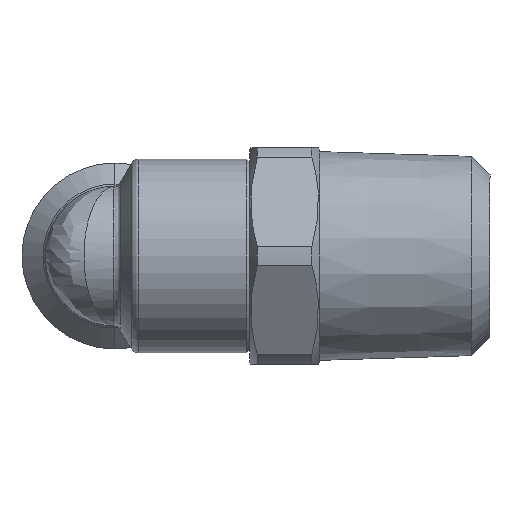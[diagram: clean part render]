
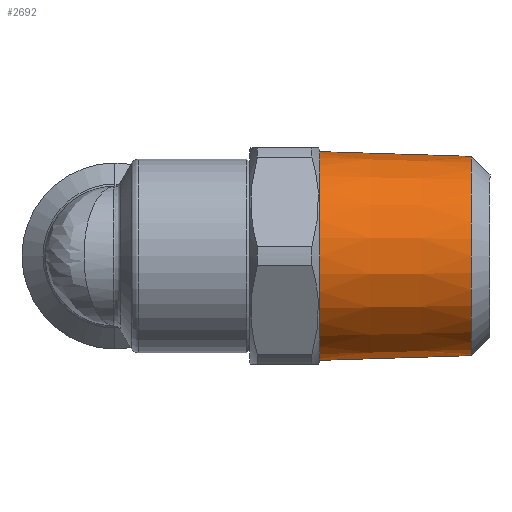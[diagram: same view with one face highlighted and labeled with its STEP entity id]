
A CAD part, left-side view. The second image highlights one B-rep face of the part: STEP entity #2692.
In plain terms, the highlighted conical face has half-angle 1.79 degrees and reference radius 6.735 mm.
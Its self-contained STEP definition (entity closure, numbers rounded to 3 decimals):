
#6 = VERTEX_POINT ( 'NONE', #899 ) ;
#69 = VERTEX_POINT ( 'NONE', #108 ) ;
#108 = CARTESIAN_POINT ( 'NONE',  ( 0., -23., 6.428 ) ) ;
#130 = DIRECTION ( 'NONE',  ( 0., 1., 0.031 ) ) ;
#305 = AXIS2_PLACEMENT_3D ( 'NONE', #2603, #2118, #1386 ) ;
#386 = DIRECTION ( 'NONE',  ( 0., 1., -0.031 ) ) ;
#398 = CARTESIAN_POINT ( 'NONE',  ( 0., -13.2, 6.735 ) ) ;
#436 = EDGE_CURVE ( 'NONE', #6, #2251, #1733, .T. ) ;
#532 = CIRCLE ( 'NONE', #2428, 6.735 ) ;
#624 = EDGE_CURVE ( 'NONE', #69, #6, #897, .T. ) ;
#897 = CIRCLE ( 'NONE', #1166, 6.428 ) ;
#899 = CARTESIAN_POINT ( 'NONE',  ( 0., -23., -6.428 ) ) ;
#917 = ORIENTED_EDGE ( 'NONE', *, *, #624, .F. ) ;
#1010 = ORIENTED_EDGE ( 'NONE', *, *, #436, .F. ) ;
#1059 = DIRECTION ( 'NONE',  ( 0., 0., -1. ) ) ;
#1090 = VECTOR ( 'NONE', #386, 1000. ) ;
#1139 = ORIENTED_EDGE ( 'NONE', *, *, #1550, .T. ) ;
#1153 = VERTEX_POINT ( 'NONE', #2148 ) ;
#1166 = AXIS2_PLACEMENT_3D ( 'NONE', #2309, #1785, #1059 ) ;
#1386 = DIRECTION ( 'NONE',  ( 0., 0., 1. ) ) ;
#1550 = EDGE_CURVE ( 'NONE', #1153, #2251, #532, .T. ) ;
#1638 = EDGE_LOOP ( 'NONE', ( #1010, #917, #2560, #1139 ) ) ;
#1733 = LINE ( 'NONE', #3104, #1090 ) ;
#1785 = DIRECTION ( 'NONE',  ( 0., -1., 0. ) ) ;
#1849 = LINE ( 'NONE', #398, #2659 ) ;
#1927 = CARTESIAN_POINT ( 'NONE',  ( 0., -13.2, 0. ) ) ;
#1969 = CONICAL_SURFACE ( 'NONE', #305, 6.735, 0.031 ) ;
#2118 = DIRECTION ( 'NONE',  ( 0., 1., 0. ) ) ;
#2148 = CARTESIAN_POINT ( 'NONE',  ( 0., -13.2, 6.735 ) ) ;
#2251 = VERTEX_POINT ( 'NONE', #3168 ) ;
#2309 = CARTESIAN_POINT ( 'NONE',  ( 0., -23., 0. ) ) ;
#2428 = AXIS2_PLACEMENT_3D ( 'NONE', #1927, #2672, #2640 ) ;
#2560 = ORIENTED_EDGE ( 'NONE', *, *, #2683, .T. ) ;
#2603 = CARTESIAN_POINT ( 'NONE',  ( 0., -13.2, 0. ) ) ;
#2640 = DIRECTION ( 'NONE',  ( 0., 0., -1. ) ) ;
#2659 = VECTOR ( 'NONE', #130, 1000. ) ;
#2672 = DIRECTION ( 'NONE',  ( 0., -1., 0. ) ) ;
#2683 = EDGE_CURVE ( 'NONE', #69, #1153, #1849, .T. ) ;
#2692 = ADVANCED_FACE ( 'NONE', ( #2957 ), #1969, .T. ) ;
#2957 = FACE_OUTER_BOUND ( 'NONE', #1638, .T. ) ;
#3104 = CARTESIAN_POINT ( 'NONE',  ( 0., -13.2, -6.735 ) ) ;
#3168 = CARTESIAN_POINT ( 'NONE',  ( 0., -13.2, -6.735 ) ) ;
